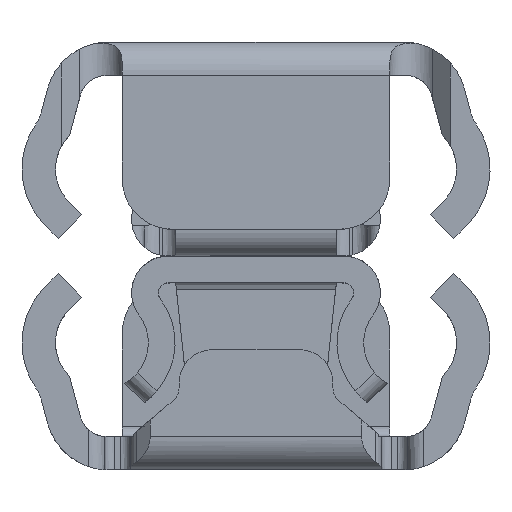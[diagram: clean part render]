
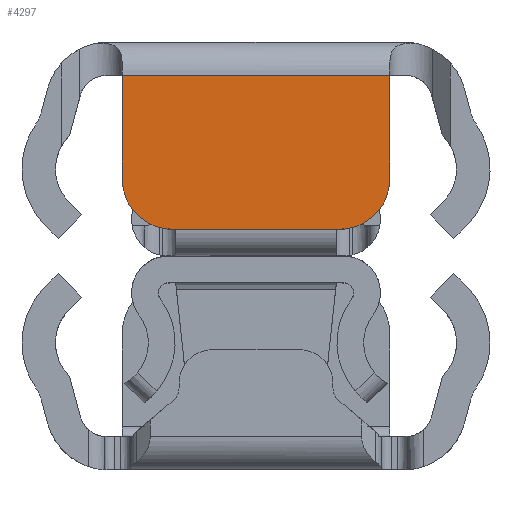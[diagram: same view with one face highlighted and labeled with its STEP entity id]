
A CAD part, left-side view. The second image highlights one B-rep face of the part: STEP entity #4297.
In plain terms, the highlighted face is planar.
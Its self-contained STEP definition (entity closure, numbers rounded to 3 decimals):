
#27 = LINE ( 'NONE', #1566, #885 ) ;
#160 = DIRECTION ( 'NONE',  ( 0., 0., -1. ) ) ;
#228 = CARTESIAN_POINT ( 'NONE',  ( 100., 4., 1. ) ) ;
#473 = LINE ( 'NONE', #2390, #3888 ) ;
#548 = CARTESIAN_POINT ( 'NONE',  ( 100., -4., 4.1 ) ) ;
#742 = DIRECTION ( 'NONE',  ( 0., -1., 0. ) ) ;
#784 = VECTOR ( 'NONE', #3193, 1000. ) ;
#815 = EDGE_CURVE ( 'NONE', #3955, #2673, #4714, .T. ) ;
#844 = AXIS2_PLACEMENT_3D ( 'NONE', #4086, #2121, #1744 ) ;
#871 = AXIS2_PLACEMENT_3D ( 'NONE', #2385, #4653, #2749 ) ;
#885 = VECTOR ( 'NONE', #742, 1000. ) ;
#1233 = EDGE_CURVE ( 'NONE', #1616, #2614, #2150, .T. ) ;
#1566 = CARTESIAN_POINT ( 'NONE',  ( 100., 0., 5.6 ) ) ;
#1616 = VERTEX_POINT ( 'NONE', #3578 ) ;
#1629 = CARTESIAN_POINT ( 'NONE',  ( 100., 4., 1. ) ) ;
#1744 = DIRECTION ( 'NONE',  ( 0., 0., -1. ) ) ;
#1873 = DIRECTION ( 'NONE',  ( 0., 0., -1. ) ) ;
#2016 = EDGE_CURVE ( 'NONE', #5026, #1616, #27, .T. ) ;
#2121 = DIRECTION ( 'NONE',  ( 1., 0., 0. ) ) ;
#2150 = CIRCLE ( 'NONE', #871, 1.5 ) ;
#2326 = EDGE_LOOP ( 'NONE', ( #3079, #3990, #4687, #4014, #2936, #4929 ) ) ;
#2385 = CARTESIAN_POINT ( 'NONE',  ( 100., -2.5, 4.1 ) ) ;
#2390 = CARTESIAN_POINT ( 'NONE',  ( 100., 4., 4.1 ) ) ;
#2513 = PLANE ( 'NONE',  #844 ) ;
#2531 = CARTESIAN_POINT ( 'NONE',  ( 100., -4., 4.1 ) ) ;
#2614 = VERTEX_POINT ( 'NONE', #2531 ) ;
#2673 = VERTEX_POINT ( 'NONE', #228 ) ;
#2749 = DIRECTION ( 'NONE',  ( 0., 0., -1. ) ) ;
#2900 = FACE_OUTER_BOUND ( 'NONE', #2326, .T. ) ;
#2936 = ORIENTED_EDGE ( 'NONE', *, *, #2016, .T. ) ;
#2989 = CIRCLE ( 'NONE', #3072, 1.5 ) ;
#3072 = AXIS2_PLACEMENT_3D ( 'NONE', #4675, #3104, #1873 ) ;
#3079 = ORIENTED_EDGE ( 'NONE', *, *, #3614, .T. ) ;
#3104 = DIRECTION ( 'NONE',  ( 1., 0., 0. ) ) ;
#3193 = DIRECTION ( 'NONE',  ( 0., 1., 0. ) ) ;
#3303 = EDGE_CURVE ( 'NONE', #2673, #3662, #473, .T. ) ;
#3550 = CARTESIAN_POINT ( 'NONE',  ( 100., 4., 4.1 ) ) ;
#3578 = CARTESIAN_POINT ( 'NONE',  ( 100., -2.5, 5.6 ) ) ;
#3614 = EDGE_CURVE ( 'NONE', #2614, #3955, #4738, .T. ) ;
#3662 = VERTEX_POINT ( 'NONE', #3550 ) ;
#3888 = VECTOR ( 'NONE', #4860, 1000. ) ;
#3941 = EDGE_CURVE ( 'NONE', #3662, #5026, #2989, .T. ) ;
#3955 = VERTEX_POINT ( 'NONE', #5042 ) ;
#3990 = ORIENTED_EDGE ( 'NONE', *, *, #815, .T. ) ;
#4014 = ORIENTED_EDGE ( 'NONE', *, *, #3941, .T. ) ;
#4086 = CARTESIAN_POINT ( 'NONE',  ( 100., -4.404, 1.9 ) ) ;
#4297 = ADVANCED_FACE ( 'NONE', ( #2900 ), #2513, .T. ) ;
#4653 = DIRECTION ( 'NONE',  ( 1., 0., 0. ) ) ;
#4675 = CARTESIAN_POINT ( 'NONE',  ( 100., 2.5, 4.1 ) ) ;
#4687 = ORIENTED_EDGE ( 'NONE', *, *, #3303, .T. ) ;
#4713 = VECTOR ( 'NONE', #160, 1000. ) ;
#4714 = LINE ( 'NONE', #1629, #784 ) ;
#4738 = LINE ( 'NONE', #548, #4713 ) ;
#4860 = DIRECTION ( 'NONE',  ( 0., 0., 1. ) ) ;
#4866 = CARTESIAN_POINT ( 'NONE',  ( 100., 2.5, 5.6 ) ) ;
#4929 = ORIENTED_EDGE ( 'NONE', *, *, #1233, .T. ) ;
#5026 = VERTEX_POINT ( 'NONE', #4866 ) ;
#5042 = CARTESIAN_POINT ( 'NONE',  ( 100., -4., 1. ) ) ;
